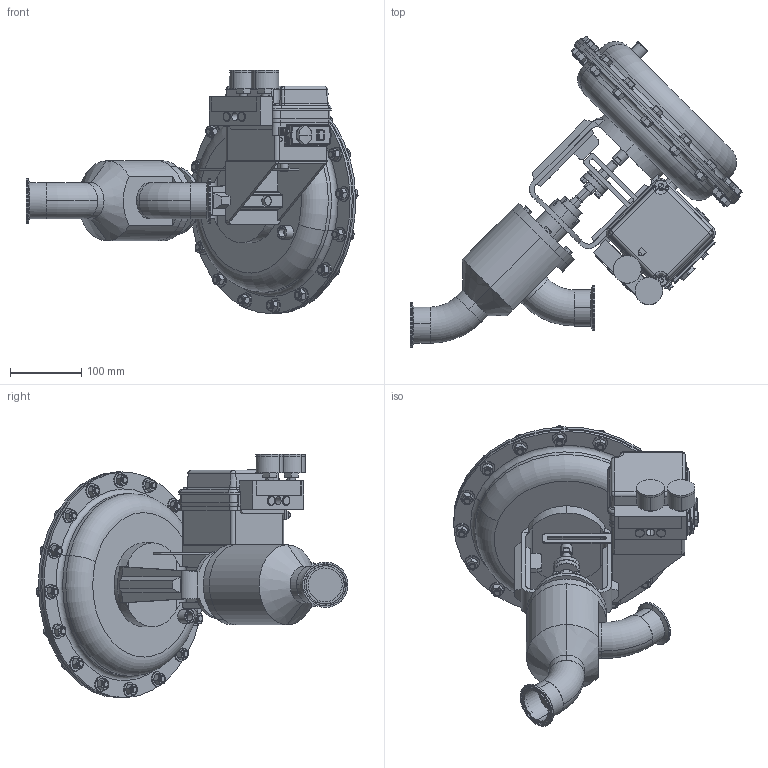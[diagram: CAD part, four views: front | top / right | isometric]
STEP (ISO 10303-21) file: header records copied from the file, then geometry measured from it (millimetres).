
FILE_DESCRIPTION (( 'STEP AP203' ), '1' );
FILE_NAME ('978NSP-200-JD-55M-16IP.STEP', '2017-06-14T13:35:41', ( '' ), ( '' ), 'SwSTEP 2.0', 'SolidWorks 2014', '' );
FILE_SCHEMA (( 'CONFIG_CONTROL_DESIGN' ));
Products named in the file (2): 978NSP-200-JD-55M-16IP
Bounding box: 466.99 x 438.52 x 342.27 mm (x, y, z)
Volume: 8379760 mm3; surface area: 548150.4 mm2
Topology: 3 solids, 3 shells, 1617 faces, 3776 edges, 2293 vertices
Faces by surface type: plane 668, cone 456, cylinder 383, bspline 84, torus 26
Entity records: 50952 total; most frequent: CARTESIAN_POINT 15175, ORIENTED_EDGE 7512, DIRECTION 7234, EDGE_CURVE 3756, AXIS2_PLACEMENT_3D 2845, VERTEX_POINT 2293, EDGE_LOOP 1781, ADVANCED_FACE 1617
